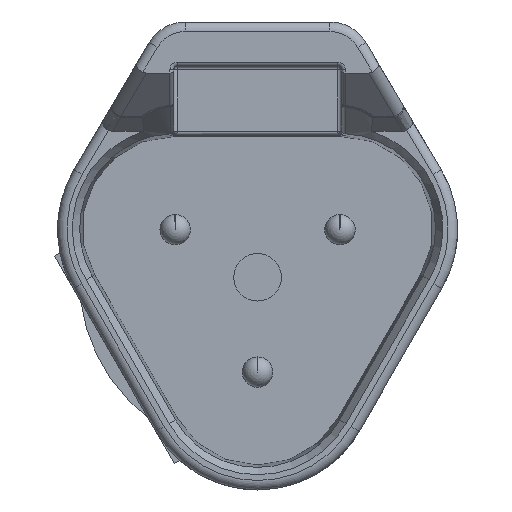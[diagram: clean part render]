
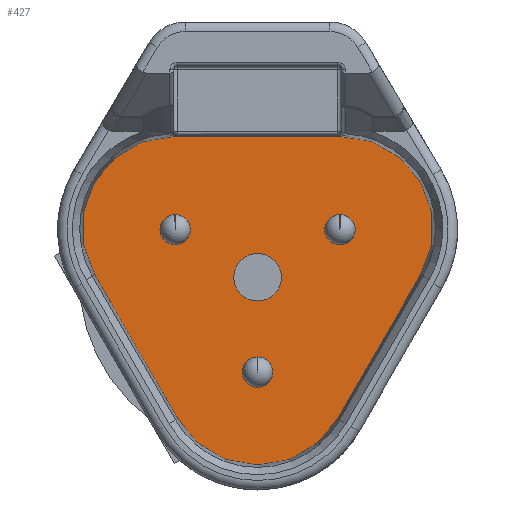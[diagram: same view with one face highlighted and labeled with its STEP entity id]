
A CAD part, front view. The second image highlights one B-rep face of the part: STEP entity #427.
In plain terms, the highlighted planar face has unit normal (0, -1, 0).
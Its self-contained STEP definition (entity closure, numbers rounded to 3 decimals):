
#268=FACE_BOUND('',#1292,.T.);
#269=FACE_BOUND('',#1293,.T.);
#270=FACE_BOUND('',#1294,.T.);
#271=FACE_BOUND('',#1295,.T.);
#272=FACE_BOUND('',#1296,.T.);
#333=PLANE('',#6182);
#427=ADVANCED_FACE('',(#268,#269,#270,#271,#272),#333,.T.);
#1292=EDGE_LOOP('',(#2611,#2612,#2613,#2614,#2615,#2616));
#1293=EDGE_LOOP('',(#2617));
#1294=EDGE_LOOP('',(#2618,#2619,#2620,#2621));
#1295=EDGE_LOOP('',(#2622,#2623,#2624,#2625));
#1296=EDGE_LOOP('',(#2626,#2627,#2628,#2629));
#1688=CIRCLE('',#6164,4.848);
#1691=CIRCLE('',#6169,4.848);
#1693=CIRCLE('',#6172,4.848);
#1695=CIRCLE('',#6175,1.25);
#1696=CIRCLE('',#6176,0.8);
#1697=CIRCLE('',#6177,0.55);
#1698=CIRCLE('',#6178,0.8);
#1699=CIRCLE('',#6179,0.55);
#1700=CIRCLE('',#6180,0.8);
#1701=CIRCLE('',#6181,0.55);
#2611=ORIENTED_EDGE('',*,*,#4880,.F.);
#2612=ORIENTED_EDGE('',*,*,#4869,.F.);
#2613=ORIENTED_EDGE('',*,*,#4872,.F.);
#2614=ORIENTED_EDGE('',*,*,#4875,.F.);
#2615=ORIENTED_EDGE('',*,*,#4883,.F.);
#2616=ORIENTED_EDGE('',*,*,#4818,.F.);
#2617=ORIENTED_EDGE('',*,*,#4886,.T.);
#2618=ORIENTED_EDGE('',*,*,#4887,.F.);
#2619=ORIENTED_EDGE('',*,*,#4888,.T.);
#2620=ORIENTED_EDGE('',*,*,#4889,.T.);
#2621=ORIENTED_EDGE('',*,*,#4890,.F.);
#2622=ORIENTED_EDGE('',*,*,#4891,.F.);
#2623=ORIENTED_EDGE('',*,*,#4892,.T.);
#2624=ORIENTED_EDGE('',*,*,#4893,.T.);
#2625=ORIENTED_EDGE('',*,*,#4894,.F.);
#2626=ORIENTED_EDGE('',*,*,#4895,.F.);
#2627=ORIENTED_EDGE('',*,*,#4896,.T.);
#2628=ORIENTED_EDGE('',*,*,#4897,.T.);
#2629=ORIENTED_EDGE('',*,*,#4898,.F.);
#4256=VERTEX_POINT('',#9554);
#4258=VERTEX_POINT('',#9558);
#4285=VERTEX_POINT('',#9703);
#4287=VERTEX_POINT('',#9707);
#4289=VERTEX_POINT('',#9713);
#4291=VERTEX_POINT('',#9719);
#4298=VERTEX_POINT('',#9753);
#4299=VERTEX_POINT('',#9755);
#4300=VERTEX_POINT('',#9756);
#4301=VERTEX_POINT('',#9758);
#4302=VERTEX_POINT('',#9760);
#4303=VERTEX_POINT('',#9763);
#4304=VERTEX_POINT('',#9764);
#4305=VERTEX_POINT('',#9766);
#4306=VERTEX_POINT('',#9768);
#4307=VERTEX_POINT('',#9771);
#4308=VERTEX_POINT('',#9772);
#4309=VERTEX_POINT('',#9774);
#4310=VERTEX_POINT('',#9776);
#4818=EDGE_CURVE('',#4258,#4256,#5600,.T.);
#4869=EDGE_CURVE('',#4287,#4285,#5639,.T.);
#4872=EDGE_CURVE('',#4289,#4287,#1688,.T.);
#4875=EDGE_CURVE('',#4291,#4289,#5643,.T.);
#4880=EDGE_CURVE('',#4285,#4258,#1691,.T.);
#4883=EDGE_CURVE('',#4256,#4291,#1693,.T.);
#4886=EDGE_CURVE('',#4298,#4298,#1695,.T.);
#4887=EDGE_CURVE('',#4299,#4300,#1696,.T.);
#4888=EDGE_CURVE('',#4299,#4301,#5644,.T.);
#4889=EDGE_CURVE('',#4301,#4302,#1697,.T.);
#4890=EDGE_CURVE('',#4300,#4302,#5645,.T.);
#4891=EDGE_CURVE('',#4303,#4304,#1698,.T.);
#4892=EDGE_CURVE('',#4303,#4305,#5646,.T.);
#4893=EDGE_CURVE('',#4305,#4306,#1699,.T.);
#4894=EDGE_CURVE('',#4304,#4306,#5647,.T.);
#4895=EDGE_CURVE('',#4307,#4308,#1700,.T.);
#4896=EDGE_CURVE('',#4307,#4309,#5648,.T.);
#4897=EDGE_CURVE('',#4309,#4310,#1701,.T.);
#4898=EDGE_CURVE('',#4308,#4310,#5649,.T.);
#5600=LINE('',#9559,#5882);
#5639=LINE('',#9708,#5921);
#5643=LINE('',#9720,#5925);
#5644=LINE('',#9757,#5926);
#5645=LINE('',#9761,#5927);
#5646=LINE('',#9765,#5928);
#5647=LINE('',#9769,#5929);
#5648=LINE('',#9773,#5930);
#5649=LINE('',#9777,#5931);
#5882=VECTOR('',#7003,1.);
#5921=VECTOR('',#7094,1.);
#5925=VECTOR('',#7106,1.);
#5926=VECTOR('',#7129,1.);
#5927=VECTOR('',#7132,1.);
#5928=VECTOR('',#7135,1.);
#5929=VECTOR('',#7138,1.);
#5930=VECTOR('',#7141,1.);
#5931=VECTOR('',#7144,1.);
#6164=AXIS2_PLACEMENT_3D('',#9714,#7100,#7101);
#6169=AXIS2_PLACEMENT_3D('',#9735,#7113,#7114);
#6172=AXIS2_PLACEMENT_3D('',#9744,#7119,#7120);
#6175=AXIS2_PLACEMENT_3D('',#9752,#7125,#7126);
#6176=AXIS2_PLACEMENT_3D('',#9754,#7127,#7128);
#6177=AXIS2_PLACEMENT_3D('',#9759,#7130,#7131);
#6178=AXIS2_PLACEMENT_3D('',#9762,#7133,#7134);
#6179=AXIS2_PLACEMENT_3D('',#9767,#7136,#7137);
#6180=AXIS2_PLACEMENT_3D('',#9770,#7139,#7140);
#6181=AXIS2_PLACEMENT_3D('',#9775,#7142,#7143);
#6182=AXIS2_PLACEMENT_3D('',#9778,#7145,#7146);
#7003=DIRECTION('',(1.,0.,0.));
#7094=DIRECTION('',(-0.5,0.,0.866));
#7100=DIRECTION('',(0.,1.,0.));
#7101=DIRECTION('',(0.,0.,-1.));
#7106=DIRECTION('',(-0.5,0.,-0.866));
#7113=DIRECTION('',(0.,1.,0.));
#7114=DIRECTION('',(0.,0.,-1.));
#7119=DIRECTION('',(0.,1.,0.));
#7120=DIRECTION('',(0.,0.,-1.));
#7125=DIRECTION('',(0.,1.,0.));
#7126=DIRECTION('',(1.,0.,0.));
#7127=DIRECTION('',(0.,-1.,0.));
#7128=DIRECTION('',(1.,0.,0.));
#7129=DIRECTION('',(0.026,0.,-1.));
#7130=DIRECTION('',(0.,-1.,0.));
#7131=DIRECTION('',(0.,0.,-1.));
#7132=DIRECTION('',(-0.026,0.,-1.));
#7133=DIRECTION('',(0.,-1.,0.));
#7134=DIRECTION('',(1.,0.,0.));
#7135=DIRECTION('',(0.026,0.,-1.));
#7136=DIRECTION('',(0.,-1.,0.));
#7137=DIRECTION('',(0.,0.,-1.));
#7138=DIRECTION('',(-0.026,0.,-1.));
#7139=DIRECTION('',(0.,-1.,0.));
#7140=DIRECTION('',(1.,0.,0.));
#7141=DIRECTION('',(0.026,0.,-1.));
#7142=DIRECTION('',(0.,-1.,0.));
#7143=DIRECTION('',(0.,0.,-1.));
#7144=DIRECTION('',(-0.026,0.,-1.));
#7145=DIRECTION('',(0.,-1.,0.));
#7146=DIRECTION('',(0.,0.,-1.));
#9554=CARTESIAN_POINT('',(4.359,16.2,7.398));
#9558=CARTESIAN_POINT('',(-4.359,16.2,7.398));
#9559=CARTESIAN_POINT('',(4.33,16.2,7.398));
#9703=CARTESIAN_POINT('',(-8.557,16.2,0.126));
#9707=CARTESIAN_POINT('',(-4.198,16.2,-7.424));
#9708=CARTESIAN_POINT('',(-8.528,16.2,0.076));
#9713=CARTESIAN_POINT('',(4.198,16.2,-7.424));
#9714=CARTESIAN_POINT('',(0.,16.2,-5.));
#9719=CARTESIAN_POINT('',(8.557,16.2,0.126));
#9720=CARTESIAN_POINT('',(4.198,16.2,-7.424));
#9735=CARTESIAN_POINT('',(-4.359,16.2,2.55));
#9744=CARTESIAN_POINT('',(4.359,16.2,2.55));
#9752=CARTESIAN_POINT('',(0.,16.2,0.));
#9753=CARTESIAN_POINT('',(1.25,16.2,0.));
#9754=CARTESIAN_POINT('',(0.,16.2,-4.98));
#9755=CARTESIAN_POINT('',(-0.021,16.2,-4.18));
#9756=CARTESIAN_POINT('',(0.021,16.2,-4.18));
#9757=CARTESIAN_POINT('',(0.,16.2,-4.98));
#9758=CARTESIAN_POINT('',(-0.014,16.2,-4.43));
#9759=CARTESIAN_POINT('',(0.,16.2,-4.98));
#9760=CARTESIAN_POINT('',(0.014,16.2,-4.43));
#9761=CARTESIAN_POINT('',(0.,16.2,-4.98));
#9762=CARTESIAN_POINT('',(-4.325,16.2,2.5));
#9763=CARTESIAN_POINT('',(-4.346,16.2,3.3));
#9764=CARTESIAN_POINT('',(-4.304,16.2,3.3));
#9765=CARTESIAN_POINT('',(-4.325,16.2,2.5));
#9766=CARTESIAN_POINT('',(-4.339,16.2,3.05));
#9767=CARTESIAN_POINT('',(-4.325,16.2,2.5));
#9768=CARTESIAN_POINT('',(-4.311,16.2,3.05));
#9769=CARTESIAN_POINT('',(-4.325,16.2,2.5));
#9770=CARTESIAN_POINT('',(4.325,16.2,2.5));
#9771=CARTESIAN_POINT('',(4.304,16.2,3.3));
#9772=CARTESIAN_POINT('',(4.346,16.2,3.3));
#9773=CARTESIAN_POINT('',(4.325,16.2,2.5));
#9774=CARTESIAN_POINT('',(4.311,16.2,3.05));
#9775=CARTESIAN_POINT('',(4.325,16.2,2.5));
#9776=CARTESIAN_POINT('',(4.339,16.2,3.05));
#9777=CARTESIAN_POINT('',(4.325,16.2,2.5));
#9778=CARTESIAN_POINT('',(-4.33,16.2,2.5));
